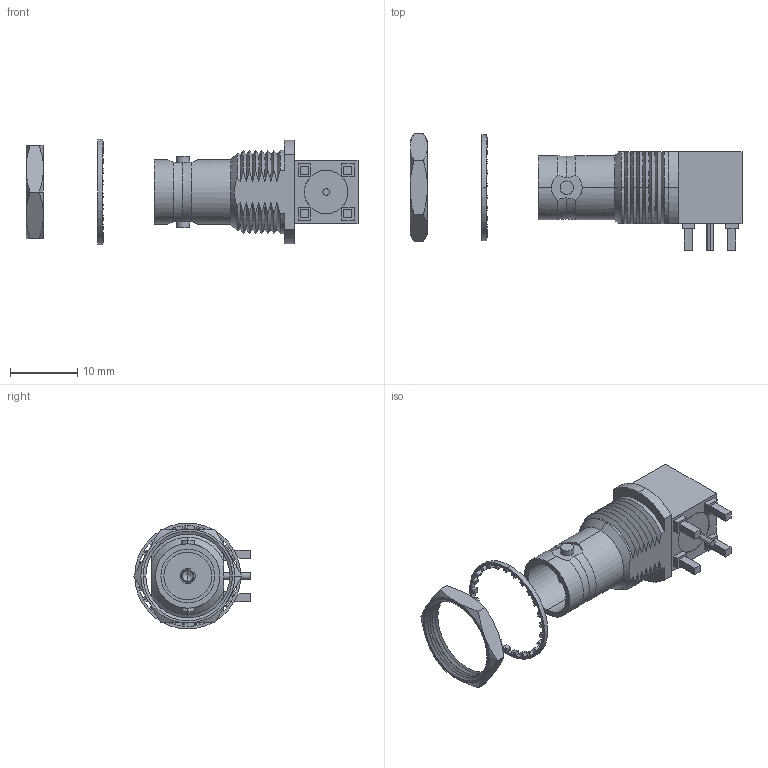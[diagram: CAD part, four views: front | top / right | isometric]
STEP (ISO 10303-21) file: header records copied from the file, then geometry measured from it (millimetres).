
FILE_DESCRIPTION (( 'STEP AP214' ), '1' );
FILE_NAME ('V7C00017.STEP', '2018-10-26T17:39:32', ( '' ), ( '' ), 'SwSTEP 2.0', 'SolidWorks 2017', '' );
FILE_SCHEMA (( 'AUTOMOTIVE_DESIGN' ));
Length unit declared in the file: inch
Products named in the file (4): V7C00017-MA3; V7C00017-MA2; V7C00017-MA1; V7C00017
Assembly tree (3 placements, depth 2):
  V7C00017
    V7C00017-MA1
    V7C00017-MA3
    V7C00017-MA2
Bounding box: 49.53 x 17.43 x 15.8 mm (x, y, z)
Volume: 2533.5 mm3; surface area: 2617 mm2
Topology: 4 solids, 4 shells, 457 faces, 1218 edges, 778 vertices
Faces by surface type: plane 311, cone 82, cylinder 60, torus 4
Entity records: 15408 total; most frequent: CARTESIAN_POINT 3025, ORIENTED_EDGE 2432, DIRECTION 2251, EDGE_CURVE 1216, VECTOR 863, LINE 863, VERTEX_POINT 778, AXIS2_PLACEMENT_3D 694
